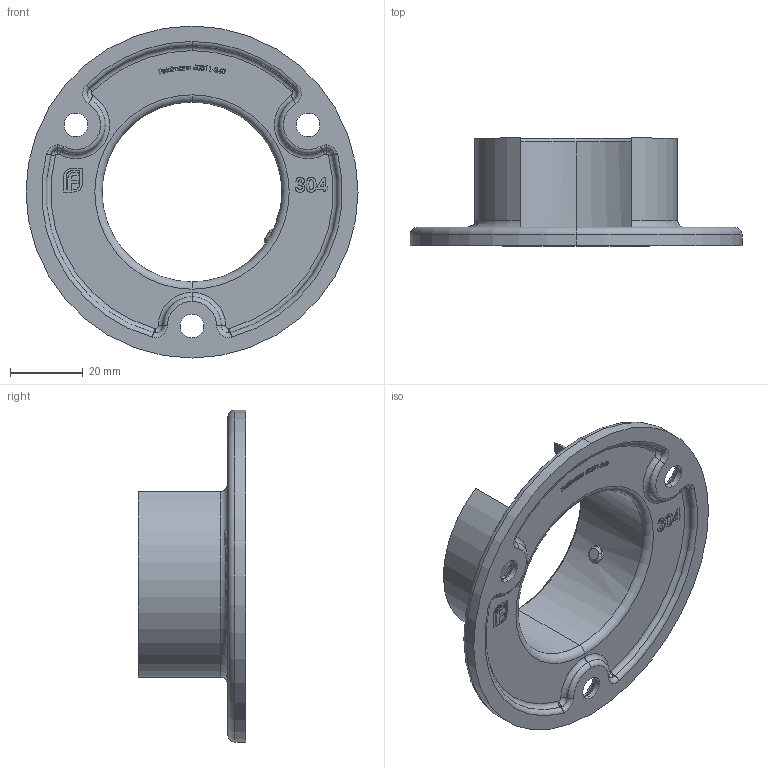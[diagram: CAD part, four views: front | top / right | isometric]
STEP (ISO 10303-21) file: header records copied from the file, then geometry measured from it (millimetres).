
FILE_DESCRIPTION (( 'STEP AP203' ), '1' );
FILE_NAME ('60311-240.step', '2020-12-03T12:34:39', ( '' ), ( '' ), 'SwSTEP 2.0', 'SolidWorks 2018', '' );
FILE_SCHEMA (( 'CONFIG_CONTROL_DESIGN' ));
Length unit declared in the file: millimetre
Products named in the file (6): 60311-240 Teil1; DIN913_DIN 913 M5x4; DIN913; 60311-240; 60311-240 Teil1_60311-240 Teil1
Assembly tree (3 placements, depth 2):
  60311-240 Teil1
  60311-240
    DIN913
  60311-240
    60311-240 Teil1_60311-240 Teil1
    DIN913_DIN 913 M5x4
Bounding box: 91 x 29.5 x 91 mm (x, y, z)
Volume: 25040.2 mm3; surface area: 17710.7 mm2
Topology: 2 solids, 2 shells, 394 faces, 1036 edges, 677 vertices
Faces by surface type: plane 182, bspline 138, torus 39, cylinder 22, cone 13
Entity records: 20945 total; most frequent: CARTESIAN_POINT 11480, ORIENTED_EDGE 2066, DIRECTION 1429, EDGE_CURVE 1033, VERTEX_POINT 675, VECTOR 599, LINE 599, EDGE_LOOP 436
